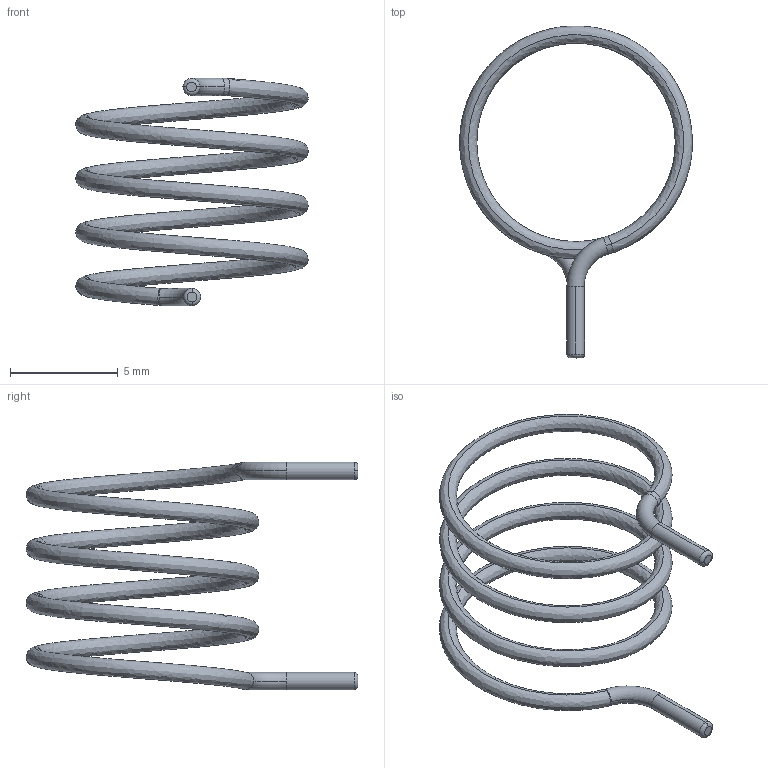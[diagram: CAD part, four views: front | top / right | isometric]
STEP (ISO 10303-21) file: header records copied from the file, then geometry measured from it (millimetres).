
FILE_DESCRIPTION (( 'STEP AP214' ), '1' );
FILE_NAME ('Coil[D975_4C]_ouro.STEP', '2022-03-23T22:22:37', ( 'DHO_W7' ), ( '' ), 'SwSTEP 2.0', 'SolidWorks 2018', '' );
FILE_SCHEMA (( 'AUTOMOTIVE_DESIGN' ));
Length unit declared in the file: millimetre
Products named in the file (1): Coil[D975_4C]_ouro
Bounding box: 10.8 x 15.41 x 10.55 mm (x, y, z)
Volume: 67.7 mm3; surface area: 339.6 mm2
Topology: 1 solids, 1 shells, 20 faces, 54 edges, 36 vertices
Faces by surface type: torus 8, bspline 6, cylinder 4, plane 2
Entity records: 6494 total; most frequent: CARTESIAN_POINT 5977, ORIENTED_EDGE 108, DIRECTION 102, EDGE_CURVE 54, AXIS2_PLACEMENT_3D 49, VERTEX_POINT 36, CIRCLE 34, FACE_OUTER_BOUND 20
